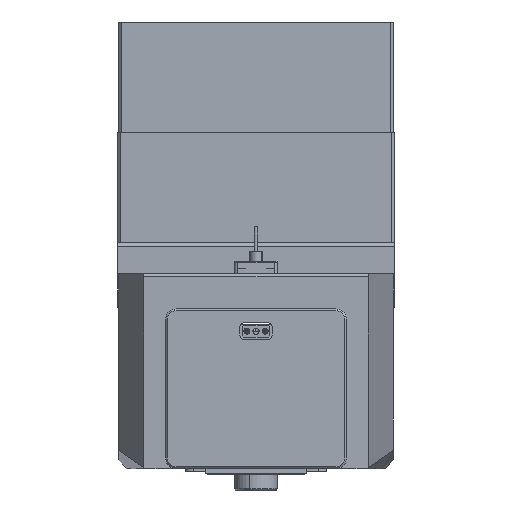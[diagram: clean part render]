
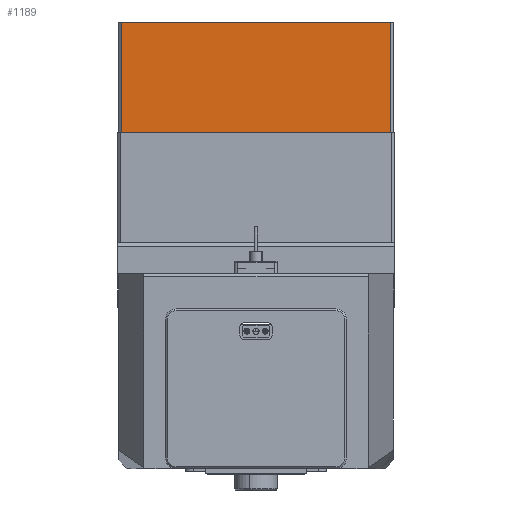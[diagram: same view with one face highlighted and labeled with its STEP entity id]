
A CAD part, left-side view. The second image highlights one B-rep face of the part: STEP entity #1189.
In plain terms, the highlighted planar face has unit normal (-1, 0, 0).
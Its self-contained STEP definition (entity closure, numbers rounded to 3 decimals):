
#940 = CARTESIAN_POINT ( 'NONE',  ( -160., 89.9, 0. ) ) ;
#1189 = ADVANCED_FACE ( 'NONE', ( #8427 ), #6468, .F. ) ;
#3949 = DIRECTION ( 'NONE',  ( 0., 0., -1. ) ) ;
#4136 = ORIENTED_EDGE ( 'NONE', *, *, #30496, .T. ) ;
#5788 = CARTESIAN_POINT ( 'NONE',  ( -160., -87.9, 0. ) ) ;
#6108 = ORIENTED_EDGE ( 'NONE', *, *, #27254, .T. ) ;
#6468 = PLANE ( 'NONE',  #39300 ) ;
#8427 = FACE_OUTER_BOUND ( 'NONE', #34032, .T. ) ;
#8501 = LINE ( 'NONE', #30048, #36617 ) ;
#9076 = VERTEX_POINT ( 'NONE', #30366 ) ;
#9858 = CARTESIAN_POINT ( 'NONE',  ( -160., 89.9, 72. ) ) ;
#13882 = CARTESIAN_POINT ( 'NONE',  ( -160., 87.9, 72. ) ) ;
#14271 = EDGE_CURVE ( 'NONE', #23046, #9076, #8501, .T. ) ;
#20596 = CARTESIAN_POINT ( 'NONE',  ( -160., 87.9, 72. ) ) ;
#20881 = DIRECTION ( 'NONE',  ( 0., 0., -1. ) ) ;
#23046 = VERTEX_POINT ( 'NONE', #5788 ) ;
#23739 = EDGE_CURVE ( 'NONE', #42726, #9076, #28243, .T. ) ;
#25586 = VECTOR ( 'NONE', #40557, 1000. ) ;
#26968 = DIRECTION ( 'NONE',  ( 1., 0., 0. ) ) ;
#27254 = EDGE_CURVE ( 'NONE', #40267, #23046, #37187, .T. ) ;
#27784 = VECTOR ( 'NONE', #20881, 1000. ) ;
#28243 = LINE ( 'NONE', #43410, #25586 ) ;
#30048 = CARTESIAN_POINT ( 'NONE',  ( -160., -87.9, 72. ) ) ;
#30366 = CARTESIAN_POINT ( 'NONE',  ( -160., -87.9, 72. ) ) ;
#30496 = EDGE_CURVE ( 'NONE', #42726, #40267, #32080, .T. ) ;
#32080 = LINE ( 'NONE', #20596, #27784 ) ;
#33005 = DIRECTION ( 'NONE',  ( 0., 0., 1. ) ) ;
#33018 = ORIENTED_EDGE ( 'NONE', *, *, #23739, .F. ) ;
#34032 = EDGE_LOOP ( 'NONE', ( #33018, #4136, #6108, #41832 ) ) ;
#36617 = VECTOR ( 'NONE', #33005, 1000. ) ;
#37187 = LINE ( 'NONE', #940, #43042 ) ;
#38154 = DIRECTION ( 'NONE',  ( 0., -1., 0. ) ) ;
#38456 = CARTESIAN_POINT ( 'NONE',  ( -160., 87.9, 0. ) ) ;
#39300 = AXIS2_PLACEMENT_3D ( 'NONE', #9858, #26968, #3949 ) ;
#40267 = VERTEX_POINT ( 'NONE', #38456 ) ;
#40557 = DIRECTION ( 'NONE',  ( 0., -1., 0. ) ) ;
#41832 = ORIENTED_EDGE ( 'NONE', *, *, #14271, .T. ) ;
#42726 = VERTEX_POINT ( 'NONE', #13882 ) ;
#43042 = VECTOR ( 'NONE', #38154, 1000. ) ;
#43410 = CARTESIAN_POINT ( 'NONE',  ( -160., 89.9, 72. ) ) ;
